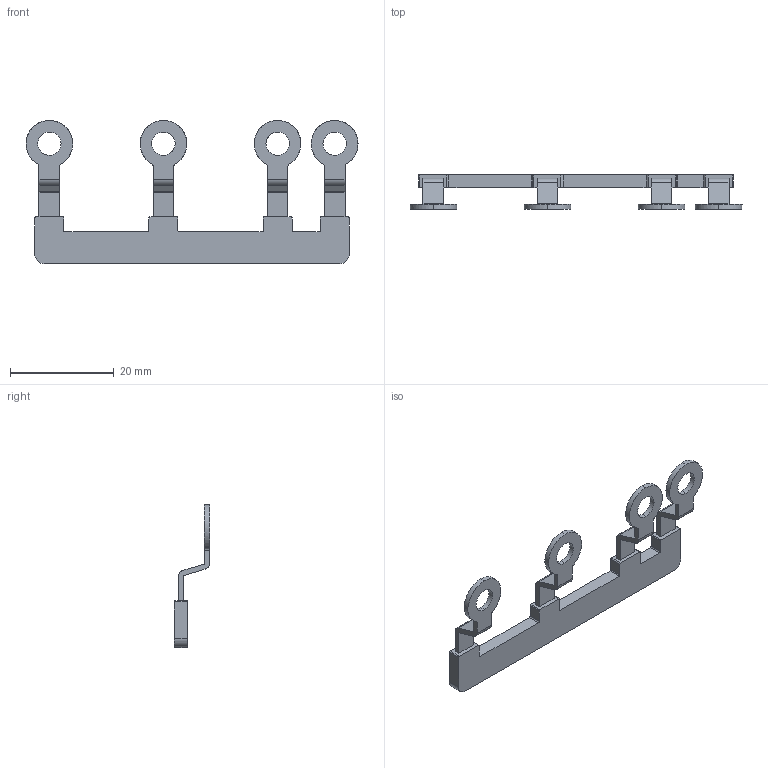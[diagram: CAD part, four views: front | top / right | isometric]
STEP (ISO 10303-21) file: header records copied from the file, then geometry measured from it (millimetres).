
FILE_DESCRIPTION(('CATIA V5 STEP Exchange','CAx-IF Rec.Pracs.--- Model Styling and Organization---1.4--- 2014-01-23'),'2;1');
FILE_NAME ('D1463472_0', '2020-07-28T05:23:09+00:00', ('none'), ('Weidmueller'), 'CATIA Version 5-6 Release 2016 SP3 HF44', 'CATIA V5 STEP AP214', 'none');
FILE_SCHEMA(('AUTOMOTIVE_DESIGN { 1 0 10303 214 1 1 1 1 }'));
Length unit declared in the file: millimetre
Products named in the file (1): 2615180000
Bounding box: 64 x 6.75 x 27.6 mm (x, y, z)
Volume: 1485.2 mm3; surface area: 2332.2 mm2
Topology: 5 solids, 5 shells, 110 faces, 308 edges, 208 vertices
Faces by surface type: cylinder 56, plane 54
Entity records: 3624 total; most frequent: CARTESIAN_POINT 784, ORIENTED_EDGE 616, DIRECTION 500, EDGE_CURVE 308, VERTEX_POINT 208, AXIS2_PLACEMENT_3D 200, VECTOR 196, LINE 196
